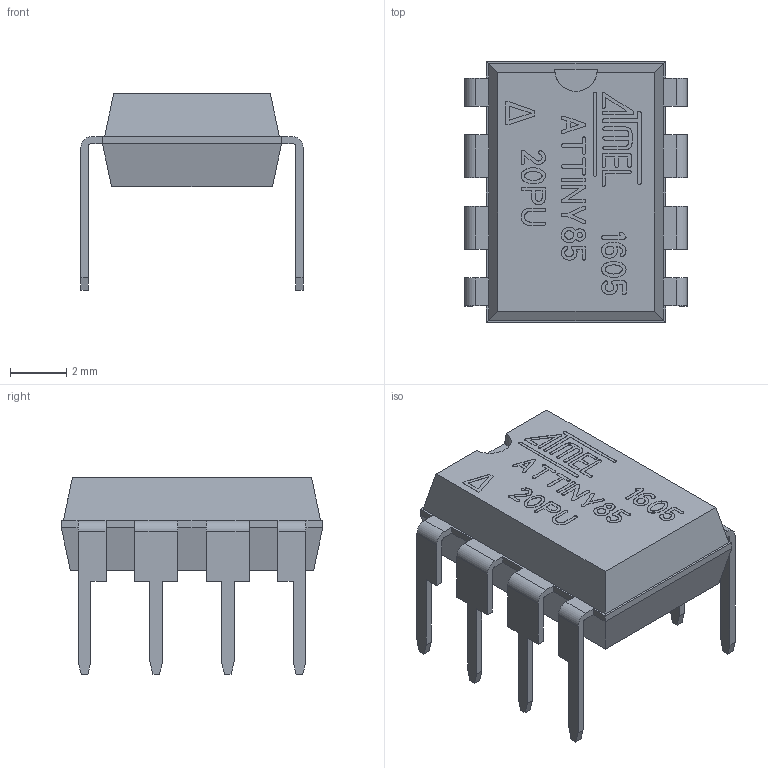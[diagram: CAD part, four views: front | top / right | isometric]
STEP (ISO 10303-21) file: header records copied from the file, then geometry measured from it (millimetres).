
FILE_DESCRIPTION(/* description */ ('model of DIP-8_W7.62mm'),/* implementation_level */ '2;1');
FILE_NAME(/* name */ 'DIP-8_W7.62mm_ATTINY85.step',/* time_stamp */ '2025-07-06T10:56:47+02:00',/* author */ (''),/* organization */ (''),/* preprocessor_version */ 'ST-DEVELOPER v20.1',/* originating_system */ 'Autodesk Translation Framework v14.10.0.0',/* authorisation */ '');
FILE_SCHEMA (('AUTOMOTIVE_DESIGN { 1 0 10303 214 3 1 1 }'));
Products named in the file (1): DIP-8_W7.62mm
Bounding box: 7.87 x 9.27 x 6.98 mm (x, y, z)
Volume: 185.4 mm3; surface area: 321.2 mm2
Topology: 24 solids, 24 shells, 1627 faces, 4600 edges, 3052 vertices
Faces by surface type: bspline 1172, plane 438, cylinder 17
Entity records: 55912 total; most frequent: CARTESIAN_POINT 24596, ORIENTED_EDGE 9200, EDGE_CURVE 4600, DIRECTION 3204, VERTEX_POINT 3052, LINE 2220, VECTOR 2220, EDGE_LOOP 1674
